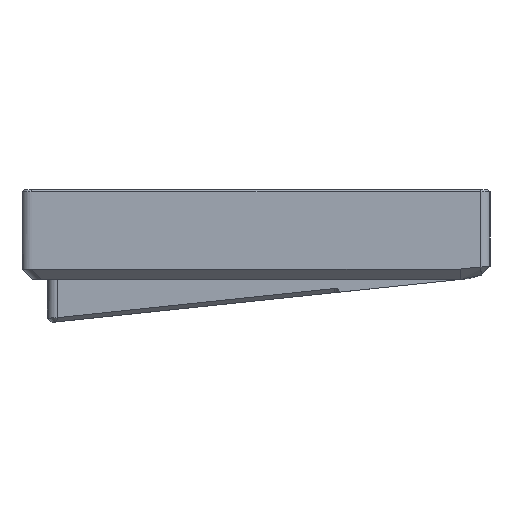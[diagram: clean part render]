
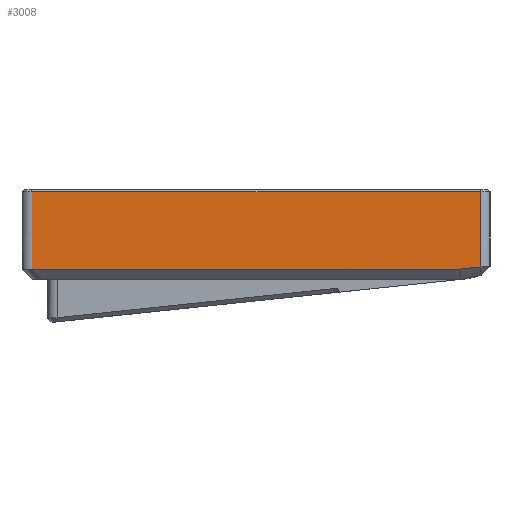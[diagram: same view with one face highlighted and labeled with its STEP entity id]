
A CAD part, left-side view. The second image highlights one B-rep face of the part: STEP entity #3008.
In plain terms, the highlighted planar face has unit normal (-1, 0, 0).
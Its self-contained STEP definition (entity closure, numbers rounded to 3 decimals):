
#319=FACE_OUTER_BOUND('',#505,.T.);
#505=EDGE_LOOP('',(#2305,#2306,#2307,#2308,#2309));
#680=LINE('',#4659,#959);
#684=LINE('',#4669,#963);
#790=LINE('',#5059,#1069);
#791=LINE('',#5061,#1070);
#792=LINE('',#5062,#1071);
#959=VECTOR('',#3615,1000.);
#963=VECTOR('',#3625,1000.);
#1069=VECTOR('',#3875,1000.);
#1070=VECTOR('',#3876,1000.);
#1071=VECTOR('',#3877,1000.);
#1286=VERTEX_POINT('',#4656);
#1287=VERTEX_POINT('',#4658);
#1290=VERTEX_POINT('',#4667);
#1422=VERTEX_POINT('',#5058);
#1423=VERTEX_POINT('',#5060);
#1596=EDGE_CURVE('',#1287,#1286,#680,.F.);
#1602=EDGE_CURVE('',#1286,#1290,#684,.T.);
#1760=EDGE_CURVE('',#1290,#1422,#790,.T.);
#1761=EDGE_CURVE('',#1422,#1423,#791,.T.);
#1762=EDGE_CURVE('',#1423,#1287,#792,.T.);
#2305=ORIENTED_EDGE('',*,*,#1602,.T.);
#2306=ORIENTED_EDGE('',*,*,#1760,.T.);
#2307=ORIENTED_EDGE('',*,*,#1761,.T.);
#2308=ORIENTED_EDGE('',*,*,#1762,.T.);
#2309=ORIENTED_EDGE('',*,*,#1596,.T.);
#2909=PLANE('',#3273);
#3008=ADVANCED_FACE('',(#319),#2909,.T.);
#3273=AXIS2_PLACEMENT_3D('',#5057,#3873,#3874);
#3615=DIRECTION('',(0.,0.,1.));
#3625=DIRECTION('',(0.,-1.,0.));
#3873=DIRECTION('center_axis',(-1.,0.,0.));
#3874=DIRECTION('ref_axis',(0.,0.,1.));
#3875=DIRECTION('',(0.,-0.995,0.105));
#3876=DIRECTION('',(0.,0.,1.));
#3877=DIRECTION('',(0.,1.,0.));
#4656=CARTESIAN_POINT('',(-147.85,52.85,11.347));
#4658=CARTESIAN_POINT('',(-147.85,52.85,29.547));
#4659=CARTESIAN_POINT('',(-147.85,52.85,-0.002));
#4667=CARTESIAN_POINT('',(-147.85,-48.074,11.347));
#4669=CARTESIAN_POINT('',(-147.85,0.,11.347));
#5057=CARTESIAN_POINT('Origin',(-147.85,0.,-0.002));
#5058=CARTESIAN_POINT('',(-147.85,-52.85,11.849));
#5059=CARTESIAN_POINT('',(-147.85,0.655,6.225));
#5060=CARTESIAN_POINT('',(-147.85,-52.85,29.547));
#5061=CARTESIAN_POINT('',(-147.85,-52.85,30.047));
#5062=CARTESIAN_POINT('',(-147.85,52.85,29.547));
